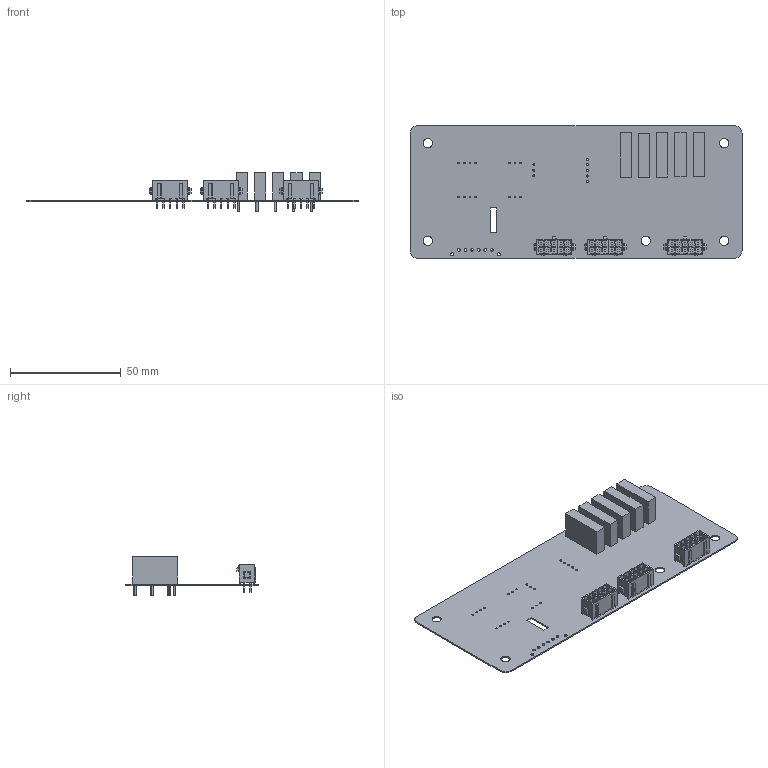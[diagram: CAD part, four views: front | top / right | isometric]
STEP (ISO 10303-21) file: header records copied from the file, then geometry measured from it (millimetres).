
FILE_DESCRIPTION(('Open CASCADE Model'),'2;1');
FILE_NAME('Open CASCADE Shape Model','2021-11-10T09:15:24',('Author'),( 'Open CASCADE'),'Open CASCADE STEP processor 6.8','Open CASCADE 6.8' ,'Unknown');
FILE_SCHEMA(('AUTOMOTIVE_DESIGN { 1 0 10303 214 1 1 1 1 }'));
Length unit declared in the file: millimetre
Products named in the file (1): PCB
Bounding box: 150 x 60 x 17.6 mm (x, y, z)
Volume: 13635.8 mm3; surface area: 28183.6 mm2
Topology: 89 solids, 89 shells, 1146 faces, 2550 edges, 1690 vertices
Faces by surface type: plane 956, cylinder 190
Full cylindrical faces by diameter (mm): 0.762 x14, 0.8 x40, 0.9 x3, 1 x80, 1.02 x5, 1.2 x10, 1.22 x6, 1.35 x2, 4.2 x5
Entity records: 32250 total; most frequent: CARTESIAN_POINT 5513, DIRECTION 5200, ORIENTED_EDGE 5100, EDGE_CURVE 2550, LINE 2170, VECTOR 2170, VERTEX_POINT 1690, AXIS2_PLACEMENT_3D 1515
